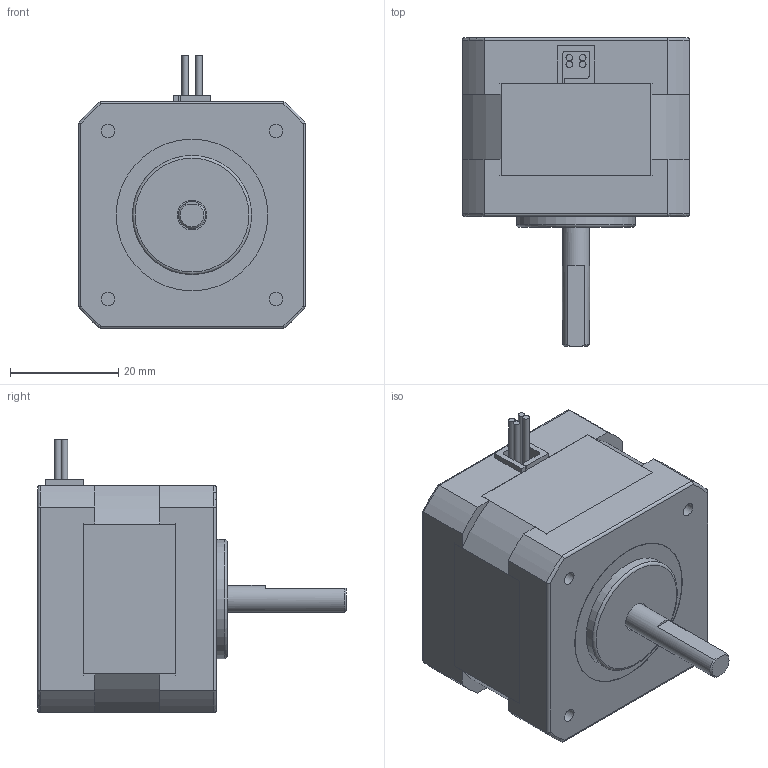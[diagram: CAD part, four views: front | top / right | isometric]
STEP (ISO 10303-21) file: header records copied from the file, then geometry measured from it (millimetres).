
FILE_DESCRIPTION(/* description */ ('FreeCAD Model'),/* implementation_level */ '2;1');
FILE_NAME(/* name */ '00_NEMA17.ipt.step',/* time_stamp */ '2022-11-29T07:46:31+01:00',/* author */ ('Author'),/* organization */ (''),/* preprocessor_version */ 'ST-DEVELOPER v18.1',/* originating_system */ 'Autodesk Inventor 2022',/* authorisation */ 'Unknown');
FILE_SCHEMA (('AUTOMOTIVE_DESIGN { 1 0 10303 214 3 1 1 }'));
Length unit declared in the file: millimetre
Products named in the file (1): 00_NEMA17
Bounding box: 42 x 57 x 50.5 mm (x, y, z)
Volume: 43577.6 mm3; surface area: 29818.7 mm2
Topology: 12 solids, 12 shells, 340 faces, 799 edges, 523 vertices
Faces by surface type: plane 187, cylinder 91, torus 33, cone 29
Full cylindrical faces by diameter (mm): 1.2 x4, 2.46 x12, 3 x4, 5 x1, 5.5 x1, 6 x4, 8 x5, 11.4 x4, 12 x6, 16 x1, 17.8 x4, 18.4 x4, 22 x5, 28 x3, 30 x2, 35 x1
Entity records: 11190 total; most frequent: CARTESIAN_POINT 3205, DIRECTION 1662, ORIENTED_EDGE 1590, EDGE_CURVE 795, AXIS2_PLACEMENT_3D 640, VERTEX_POINT 523, EDGE_LOOP 418, LINE 382
